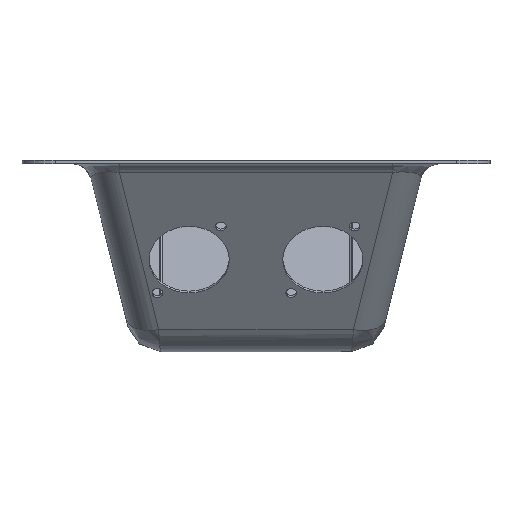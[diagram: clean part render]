
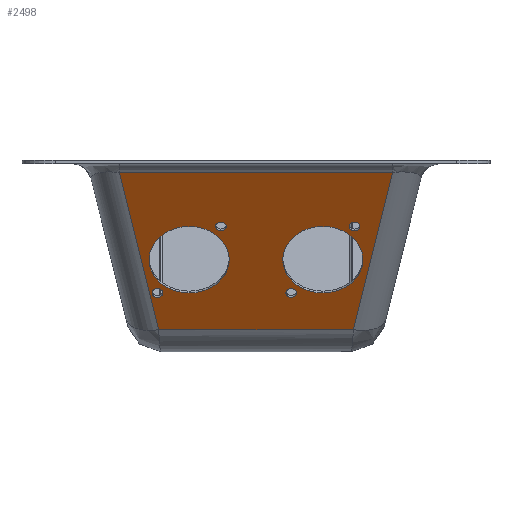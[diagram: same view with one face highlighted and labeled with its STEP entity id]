
A CAD part, front view. The second image highlights one B-rep face of the part: STEP entity #2498.
In plain terms, the highlighted planar face has unit normal (0, -0.829, -0.559).
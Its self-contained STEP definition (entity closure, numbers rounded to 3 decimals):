
#2 = LINE ( 'NONE', #1383, #977 ) ;
#9 = CARTESIAN_POINT ( 'NONE',  ( 26.338, 36.513, -49.686 ) ) ;
#12 = EDGE_LOOP ( 'NONE', ( #760 ) ) ;
#96 = VERTEX_POINT ( 'NONE', #251 ) ;
#120 = FACE_BOUND ( 'NONE', #355, .T. ) ;
#125 = EDGE_LOOP ( 'NONE', ( #468 ) ) ;
#133 = FACE_BOUND ( 'NONE', #12, .T. ) ;
#250 = ORIENTED_EDGE ( 'NONE', *, *, #1400, .F. ) ;
#251 = CARTESIAN_POINT ( 'NONE',  ( 96.391, 4.784, -2.645 ) ) ;
#355 = EDGE_LOOP ( 'NONE', ( #1087 ) ) ;
#447 = AXIS2_PLACEMENT_3D ( 'NONE', #1694, #801, #496 ) ;
#468 = ORIENTED_EDGE ( 'NONE', *, *, #2529, .F. ) ;
#496 = DIRECTION ( 'NONE',  ( 0., 0.559, -0.829 ) ) ;
#506 = LINE ( 'NONE', #1966, #2607 ) ;
#541 = EDGE_CURVE ( 'NONE', #96, #1411, #2, .T. ) ;
#595 = DIRECTION ( 'NONE',  ( 0., -0.829, -0.559 ) ) ;
#631 = AXIS2_PLACEMENT_3D ( 'NONE', #2268, #1775, #2514 ) ;
#666 = ORIENTED_EDGE ( 'NONE', *, *, #1338, .T. ) ;
#734 = CIRCLE ( 'NONE', #447, 1.6 ) ;
#754 = CARTESIAN_POINT ( 'NONE',  ( 14.609, 4.784, -2.645 ) ) ;
#760 = ORIENTED_EDGE ( 'NONE', *, *, #1851, .F. ) ;
#786 = VECTOR ( 'NONE', #2043, 1000. ) ;
#801 = DIRECTION ( 'NONE',  ( 0., -0.829, -0.559 ) ) ;
#845 = LINE ( 'NONE', #1539, #786 ) ;
#866 = VERTEX_POINT ( 'NONE', #2776 ) ;
#881 = AXIS2_PLACEMENT_3D ( 'NONE', #908, #2575, #921 ) ;
#891 = DIRECTION ( 'NONE',  ( 0., -0.829, -0.559 ) ) ;
#908 = CARTESIAN_POINT ( 'NONE',  ( 85., 15.688, -18.811 ) ) ;
#921 = DIRECTION ( 'NONE',  ( 0., 0.559, -0.829 ) ) ;
#977 = VECTOR ( 'NONE', #1969, 1000. ) ;
#987 = CIRCLE ( 'NONE', #2563, 12. ) ;
#989 = EDGE_CURVE ( 'NONE', #2294, #2294, #2113, .T. ) ;
#1003 = DIRECTION ( 'NONE',  ( 0.202, -0.548, 0.812 ) ) ;
#1025 = AXIS2_PLACEMENT_3D ( 'NONE', #2742, #2715, #1529 ) ;
#1079 = FACE_BOUND ( 'NONE', #1466, .T. ) ;
#1087 = ORIENTED_EDGE ( 'NONE', *, *, #1153, .F. ) ;
#1100 = CARTESIAN_POINT ( 'NONE',  ( 35.5, 29.109, -38.708 ) ) ;
#1153 = EDGE_CURVE ( 'NONE', #866, #866, #2949, .T. ) ;
#1220 = VECTOR ( 'NONE', #2038, 1000. ) ;
#1294 = EDGE_LOOP ( 'NONE', ( #2366 ) ) ;
#1307 = VERTEX_POINT ( 'NONE', #2315 ) ;
#1338 = EDGE_CURVE ( 'NONE', #1457, #96, #506, .T. ) ;
#1344 = CARTESIAN_POINT ( 'NONE',  ( 25.972, 35.526, -48.221 ) ) ;
#1383 = CARTESIAN_POINT ( 'NONE',  ( 13.95, 4.784, -2.645 ) ) ;
#1400 = EDGE_CURVE ( 'NONE', #2047, #2047, #734, .T. ) ;
#1411 = VERTEX_POINT ( 'NONE', #754 ) ;
#1457 = VERTEX_POINT ( 'NONE', #2740 ) ;
#1466 = EDGE_LOOP ( 'NONE', ( #2811 ) ) ;
#1485 = EDGE_CURVE ( 'NONE', #2564, #1457, #845, .T. ) ;
#1511 = CIRCLE ( 'NONE', #1909, 12. ) ;
#1515 = FACE_BOUND ( 'NONE', #1294, .T. ) ;
#1529 = DIRECTION ( 'NONE',  ( 0., 0.559, -0.829 ) ) ;
#1539 = CARTESIAN_POINT ( 'NONE',  ( 111., 36.513, -49.686 ) ) ;
#1543 = VERTEX_POINT ( 'NONE', #1100 ) ;
#1607 = CIRCLE ( 'NONE', #1025, 1.6 ) ;
#1694 = CARTESIAN_POINT ( 'NONE',  ( 66., 29.109, -38.708 ) ) ;
#1737 = DIRECTION ( 'NONE',  ( 0., 0.559, -0.829 ) ) ;
#1775 = DIRECTION ( 'NONE',  ( 0., 0.829, 0.559 ) ) ;
#1779 = VERTEX_POINT ( 'NONE', #2980 ) ;
#1807 = PLANE ( 'NONE',  #631 ) ;
#1848 = LINE ( 'NONE', #1344, #1220 ) ;
#1851 = EDGE_CURVE ( 'NONE', #1543, #1543, #1511, .T. ) ;
#1874 = EDGE_LOOP ( 'NONE', ( #666, #2028, #3011, #2376 ) ) ;
#1909 = AXIS2_PLACEMENT_3D ( 'NONE', #2024, #2509, #1737 ) ;
#1924 = EDGE_LOOP ( 'NONE', ( #250 ) ) ;
#1965 = EDGE_CURVE ( 'NONE', #1307, #1307, #987, .T. ) ;
#1966 = CARTESIAN_POINT ( 'NONE',  ( 97.416, 2.012, 1.465 ) ) ;
#1969 = DIRECTION ( 'NONE',  ( -1., 0., 0. ) ) ;
#1993 = FACE_BOUND ( 'NONE', #125, .T. ) ;
#2024 = CARTESIAN_POINT ( 'NONE',  ( 35.5, 22.399, -28.76 ) ) ;
#2028 = ORIENTED_EDGE ( 'NONE', *, *, #541, .T. ) ;
#2038 = DIRECTION ( 'NONE',  ( 0.202, 0.548, -0.812 ) ) ;
#2039 = CARTESIAN_POINT ( 'NONE',  ( 75.5, 22.399, -28.76 ) ) ;
#2043 = DIRECTION ( 'NONE',  ( 1., 0., 0. ) ) ;
#2047 = VERTEX_POINT ( 'NONE', #2067 ) ;
#2067 = CARTESIAN_POINT ( 'NONE',  ( 66., 30.004, -40.034 ) ) ;
#2113 = CIRCLE ( 'NONE', #2508, 1.6 ) ;
#2268 = CARTESIAN_POINT ( 'NONE',  ( 111., 3., 0. ) ) ;
#2294 = VERTEX_POINT ( 'NONE', #3022 ) ;
#2315 = CARTESIAN_POINT ( 'NONE',  ( 75.5, 29.109, -38.708 ) ) ;
#2366 = ORIENTED_EDGE ( 'NONE', *, *, #989, .F. ) ;
#2376 = ORIENTED_EDGE ( 'NONE', *, *, #1485, .T. ) ;
#2382 = EDGE_CURVE ( 'NONE', #1411, #2564, #1848, .T. ) ;
#2498 = ADVANCED_FACE ( 'NONE', ( #2976, #120, #1079, #1515, #1993, #133, #2692 ), #1807, .F. ) ;
#2508 = AXIS2_PLACEMENT_3D ( 'NONE', #2973, #595, #2909 ) ;
#2509 = DIRECTION ( 'NONE',  ( 0., -0.829, -0.559 ) ) ;
#2514 = DIRECTION ( 'NONE',  ( 0., -0.559, 0.829 ) ) ;
#2523 = DIRECTION ( 'NONE',  ( 0., 0.559, -0.829 ) ) ;
#2529 = EDGE_CURVE ( 'NONE', #1779, #1779, #1607, .T. ) ;
#2563 = AXIS2_PLACEMENT_3D ( 'NONE', #2039, #891, #2523 ) ;
#2564 = VERTEX_POINT ( 'NONE', #9 ) ;
#2575 = DIRECTION ( 'NONE',  ( 0., -0.829, -0.559 ) ) ;
#2607 = VECTOR ( 'NONE', #1003, 1000. ) ;
#2692 = FACE_OUTER_BOUND ( 'NONE', #1874, .T. ) ;
#2715 = DIRECTION ( 'NONE',  ( 0., -0.829, -0.559 ) ) ;
#2740 = CARTESIAN_POINT ( 'NONE',  ( 84.662, 36.513, -49.686 ) ) ;
#2742 = CARTESIAN_POINT ( 'NONE',  ( 45., 15.688, -18.811 ) ) ;
#2776 = CARTESIAN_POINT ( 'NONE',  ( 85., 16.583, -20.138 ) ) ;
#2811 = ORIENTED_EDGE ( 'NONE', *, *, #1965, .F. ) ;
#2909 = DIRECTION ( 'NONE',  ( 0., 0.559, -0.829 ) ) ;
#2949 = CIRCLE ( 'NONE', #881, 1.6 ) ;
#2973 = CARTESIAN_POINT ( 'NONE',  ( 26., 29.109, -38.708 ) ) ;
#2976 = FACE_BOUND ( 'NONE', #1924, .T. ) ;
#2980 = CARTESIAN_POINT ( 'NONE',  ( 45., 16.583, -20.138 ) ) ;
#3011 = ORIENTED_EDGE ( 'NONE', *, *, #2382, .T. ) ;
#3022 = CARTESIAN_POINT ( 'NONE',  ( 26., 30.004, -40.034 ) ) ;
